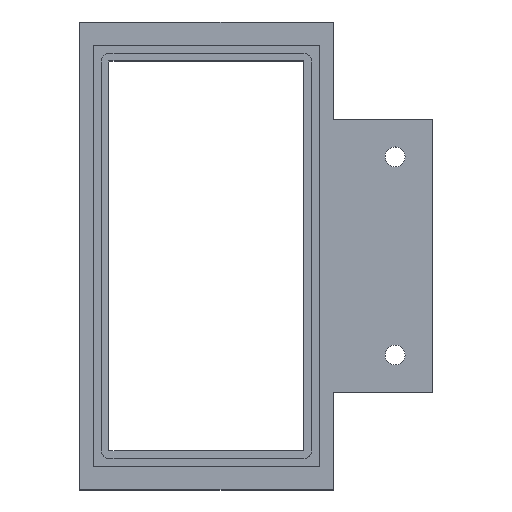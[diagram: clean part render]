
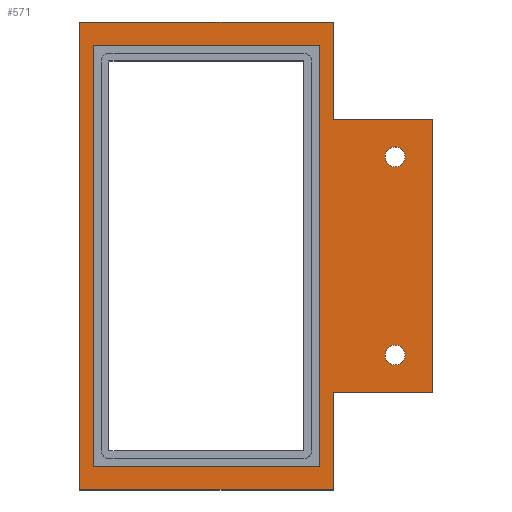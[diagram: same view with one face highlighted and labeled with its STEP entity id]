
A CAD part, top view. The second image highlights one B-rep face of the part: STEP entity #571.
In plain terms, the highlighted planar face has unit normal (0, 0, 1).
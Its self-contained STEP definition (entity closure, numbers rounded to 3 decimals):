
#26=FACE_BOUND('',#97,.T.);
#27=FACE_BOUND('',#98,.T.);
#28=FACE_BOUND('',#99,.T.);
#39=CIRCLE('',#635,2.553);
#40=CIRCLE('',#636,2.553);
#61=FACE_OUTER_BOUND('',#96,.T.);
#96=EDGE_LOOP('',(#477,#478,#479,#480,#481,#482,#483,#484));
#97=EDGE_LOOP('',(#485));
#98=EDGE_LOOP('',(#486));
#99=EDGE_LOOP('',(#487,#488,#489,#490));
#111=LINE('',#806,#177);
#115=LINE('',#813,#181);
#118=LINE('',#821,#184);
#122=LINE('',#828,#188);
#123=LINE('',#831,#189);
#153=LINE('',#912,#219);
#157=LINE('',#920,#223);
#160=LINE('',#926,#226);
#163=LINE('',#931,#229);
#165=LINE('',#935,#231);
#166=LINE('',#937,#232);
#167=LINE('',#938,#233);
#177=VECTOR('',#652,10.);
#181=VECTOR('',#658,10.);
#184=VECTOR('',#663,10.);
#188=VECTOR('',#669,10.);
#189=VECTOR('',#672,10.);
#219=VECTOR('',#744,10.);
#223=VECTOR('',#750,10.);
#226=VECTOR('',#755,10.);
#229=VECTOR('',#760,10.);
#231=VECTOR('',#766,10.);
#232=VECTOR('',#767,10.);
#233=VECTOR('',#768,10.);
#243=VERTEX_POINT('',#803);
#244=VERTEX_POINT('',#805);
#246=VERTEX_POINT('',#811);
#249=VERTEX_POINT('',#818);
#250=VERTEX_POINT('',#820);
#252=VERTEX_POINT('',#826);
#253=VERTEX_POINT('',#830);
#282=VERTEX_POINT('',#910);
#283=VERTEX_POINT('',#911);
#286=VERTEX_POINT('',#919);
#288=VERTEX_POINT('',#925);
#290=VERTEX_POINT('',#936);
#291=VERTEX_POINT('',#939);
#292=VERTEX_POINT('',#941);
#295=EDGE_CURVE('',#244,#243,#111,.T.);
#299=EDGE_CURVE('',#243,#246,#115,.T.);
#302=EDGE_CURVE('',#250,#249,#118,.T.);
#306=EDGE_CURVE('',#249,#252,#122,.T.);
#307=EDGE_CURVE('',#253,#244,#123,.T.);
#347=EDGE_CURVE('',#282,#283,#153,.T.);
#351=EDGE_CURVE('',#286,#282,#157,.T.);
#354=EDGE_CURVE('',#288,#286,#160,.T.);
#357=EDGE_CURVE('',#283,#288,#163,.T.);
#359=EDGE_CURVE('',#250,#246,#165,.T.);
#360=EDGE_CURVE('',#290,#252,#166,.T.);
#361=EDGE_CURVE('',#290,#253,#167,.T.);
#362=EDGE_CURVE('',#291,#291,#39,.T.);
#363=EDGE_CURVE('',#292,#292,#40,.T.);
#477=ORIENTED_EDGE('',*,*,#299,.T.);
#478=ORIENTED_EDGE('',*,*,#359,.F.);
#479=ORIENTED_EDGE('',*,*,#302,.T.);
#480=ORIENTED_EDGE('',*,*,#306,.T.);
#481=ORIENTED_EDGE('',*,*,#360,.F.);
#482=ORIENTED_EDGE('',*,*,#361,.T.);
#483=ORIENTED_EDGE('',*,*,#307,.T.);
#484=ORIENTED_EDGE('',*,*,#295,.T.);
#485=ORIENTED_EDGE('',*,*,#362,.T.);
#486=ORIENTED_EDGE('',*,*,#363,.T.);
#487=ORIENTED_EDGE('',*,*,#347,.T.);
#488=ORIENTED_EDGE('',*,*,#357,.T.);
#489=ORIENTED_EDGE('',*,*,#354,.T.);
#490=ORIENTED_EDGE('',*,*,#351,.T.);
#543=PLANE('',#634);
#571=ADVANCED_FACE('',(#61,#26,#27,#28),#543,.T.);
#634=AXIS2_PLACEMENT_3D('',#934,#764,#765);
#635=AXIS2_PLACEMENT_3D('',#940,#769,#770);
#636=AXIS2_PLACEMENT_3D('',#942,#771,#772);
#652=DIRECTION('',(0.,1.,0.));
#658=DIRECTION('',(1.,0.,0.));
#663=DIRECTION('',(-1.,0.,0.));
#669=DIRECTION('',(0.,1.,0.));
#672=DIRECTION('',(1.,0.,0.));
#744=DIRECTION('',(0.,-1.,0.));
#750=DIRECTION('',(1.,0.,0.));
#755=DIRECTION('',(0.,1.,0.));
#760=DIRECTION('',(-1.,0.,0.));
#764=DIRECTION('center_axis',(0.,0.,1.));
#765=DIRECTION('ref_axis',(1.,0.,0.));
#766=DIRECTION('',(0.,-1.,0.));
#767=DIRECTION('',(1.,0.,0.));
#768=DIRECTION('',(0.,-1.,0.));
#769=DIRECTION('center_axis',(0.,0.,-1.));
#770=DIRECTION('ref_axis',(1.,0.,0.));
#771=DIRECTION('center_axis',(0.,0.,-1.));
#772=DIRECTION('ref_axis',(1.,0.,0.));
#803=CARTESIAN_POINT('',(32.5,-35.,1.5));
#805=CARTESIAN_POINT('',(32.5,-60.,1.5));
#806=CARTESIAN_POINT('',(32.5,-30.,1.5));
#811=CARTESIAN_POINT('',(57.9,-35.,1.5));
#813=CARTESIAN_POINT('',(16.25,-35.,1.5));
#818=CARTESIAN_POINT('',(32.5,35.,1.5));
#820=CARTESIAN_POINT('',(57.9,35.,1.5));
#821=CARTESIAN_POINT('',(28.95,35.,1.5));
#826=CARTESIAN_POINT('',(32.5,60.,1.5));
#828=CARTESIAN_POINT('',(32.5,17.5,1.5));
#830=CARTESIAN_POINT('',(-32.5,-60.,1.5));
#831=CARTESIAN_POINT('',(-32.5,-60.,1.5));
#910=CARTESIAN_POINT('',(29.,54.,1.5));
#911=CARTESIAN_POINT('',(29.,-54.,1.5));
#912=CARTESIAN_POINT('',(29.,27.,1.5));
#919=CARTESIAN_POINT('',(-29.,54.,1.5));
#920=CARTESIAN_POINT('',(-14.5,54.,1.5));
#925=CARTESIAN_POINT('',(-29.,-54.,1.5));
#926=CARTESIAN_POINT('',(-29.,-27.,1.5));
#931=CARTESIAN_POINT('',(14.5,-54.,1.5));
#934=CARTESIAN_POINT('Origin',(0.,0.,1.5));
#935=CARTESIAN_POINT('',(57.9,60.,1.5));
#936=CARTESIAN_POINT('',(-32.5,60.,1.5));
#937=CARTESIAN_POINT('',(32.5,60.,1.5));
#938=CARTESIAN_POINT('',(-32.5,60.,1.5));
#939=CARTESIAN_POINT('',(45.818,-25.4,1.5));
#940=CARTESIAN_POINT('Origin',(48.37,-25.4,1.5));
#941=CARTESIAN_POINT('',(45.818,25.4,1.5));
#942=CARTESIAN_POINT('Origin',(48.37,25.4,1.5));
